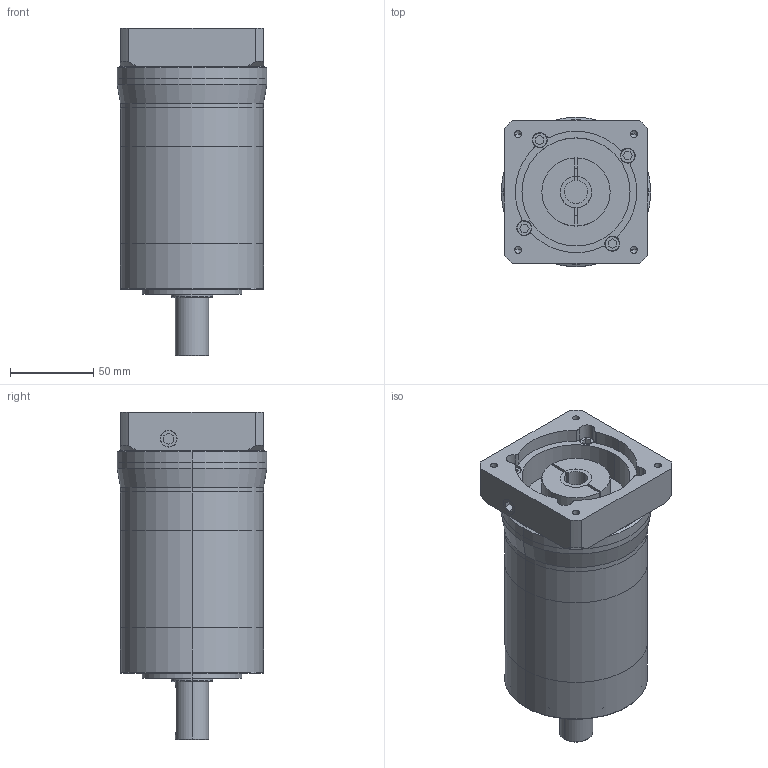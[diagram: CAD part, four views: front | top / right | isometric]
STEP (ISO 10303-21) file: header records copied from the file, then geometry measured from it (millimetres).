
FILE_DESCRIPTION (( 'STEP AP214' ), '1' );
FILE_NAME ('VGE85三级模型（14-35 73-2 4-5.5-69.6-69.6）新.STEP', '2018-07-05T00:58:10', ( 'Windows' ), ( 'Microsoft' ), 'SwSTEP 2.0', 'SolidWorks 2016', '' );
FILE_SCHEMA (( 'AUTOMOTIVE_DESIGN' ));
Length unit declared in the file: millimetre
Products named in the file (1): VGE85三级模型（14-35 73-2 4-5.5-69.6-69.6）新
Bounding box: 90 x 90 x 197 mm (x, y, z)
Volume: 889776 mm3; surface area: 132747.1 mm2
Topology: 7 solids, 7 shells, 339 faces, 817 edges, 521 vertices
Faces by surface type: plane 170, cylinder 135, cone 28, torus 6
Entity records: 10111 total; most frequent: DIRECTION 1791, CARTESIAN_POINT 1747, ORIENTED_EDGE 1598, EDGE_CURVE 799, AXIS2_PLACEMENT_3D 663, VERTEX_POINT 521, VECTOR 465, LINE 465
